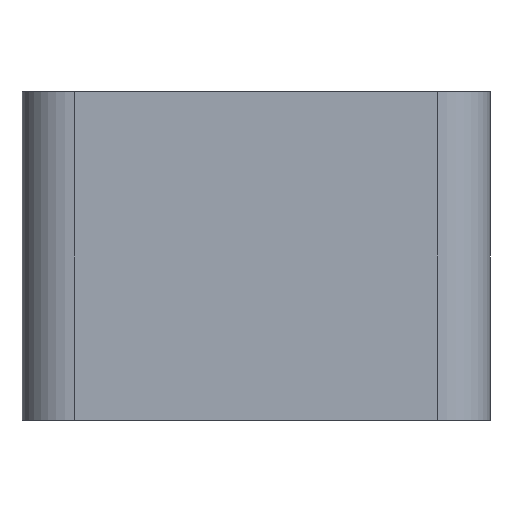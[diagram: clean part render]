
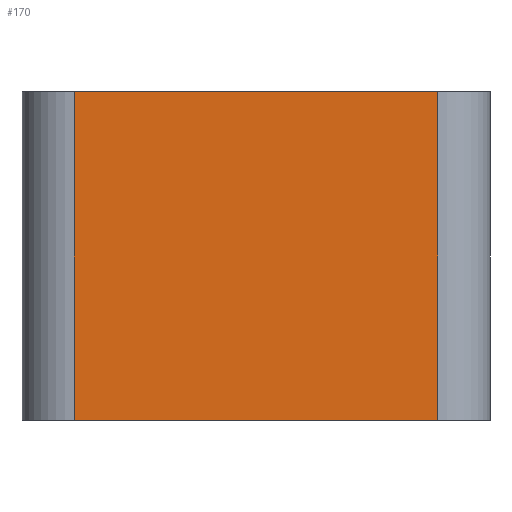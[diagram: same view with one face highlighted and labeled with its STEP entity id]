
A CAD part, front view. The second image highlights one B-rep face of the part: STEP entity #170.
In plain terms, the highlighted planar face has unit normal (0, -1, 0).
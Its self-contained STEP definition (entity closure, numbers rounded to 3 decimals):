
#17=PLANE('',#198);
#29=FACE_OUTER_BOUND('',#39,.T.);
#39=EDGE_LOOP('',(#136,#137,#138,#139));
#52=LINE('',#280,#68);
#53=LINE('',#283,#69);
#54=LINE('',#285,#70);
#55=LINE('',#286,#71);
#68=VECTOR('',#230,10.);
#69=VECTOR('',#233,10.);
#70=VECTOR('',#234,10.);
#71=VECTOR('',#235,10.);
#91=VERTEX_POINT('',#276);
#92=VERTEX_POINT('',#278);
#93=VERTEX_POINT('',#282);
#94=VERTEX_POINT('',#284);
#109=EDGE_CURVE('',#91,#92,#52,.T.);
#110=EDGE_CURVE('',#93,#91,#53,.T.);
#111=EDGE_CURVE('',#94,#92,#54,.T.);
#112=EDGE_CURVE('',#93,#94,#55,.T.);
#136=ORIENTED_EDGE('',*,*,#110,.T.);
#137=ORIENTED_EDGE('',*,*,#109,.T.);
#138=ORIENTED_EDGE('',*,*,#111,.F.);
#139=ORIENTED_EDGE('',*,*,#112,.F.);
#170=ADVANCED_FACE('',(#29),#17,.T.);
#198=AXIS2_PLACEMENT_3D('',#281,#231,#232);
#230=DIRECTION('',(0.,0.,1.));
#231=DIRECTION('center_axis',(0.,-1.,0.));
#232=DIRECTION('ref_axis',(1.,0.,0.));
#233=DIRECTION('',(1.,0.,0.));
#234=DIRECTION('',(1.,0.,0.));
#235=DIRECTION('',(0.,0.,1.));
#276=CARTESIAN_POINT('',(3.475,-9.5,0.));
#278=CARTESIAN_POINT('',(3.475,-9.5,6.275));
#280=CARTESIAN_POINT('',(3.475,-9.5,0.));
#281=CARTESIAN_POINT('Origin',(-3.475,-9.5,0.));
#282=CARTESIAN_POINT('',(-3.475,-9.5,0.));
#283=CARTESIAN_POINT('',(-3.475,-9.5,0.));
#284=CARTESIAN_POINT('',(-3.475,-9.5,6.275));
#285=CARTESIAN_POINT('',(-3.475,-9.5,6.275));
#286=CARTESIAN_POINT('',(-3.475,-9.5,0.));
